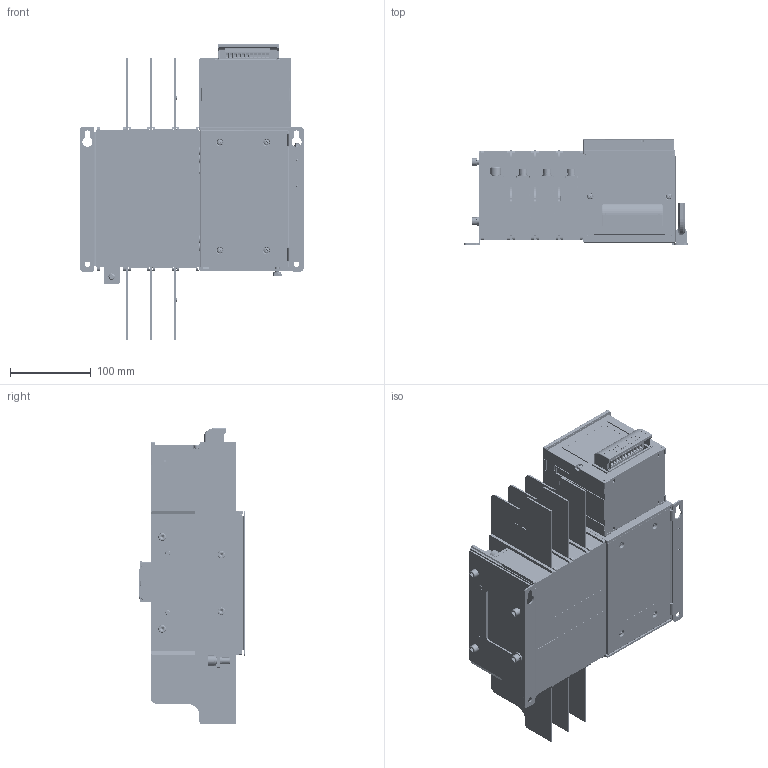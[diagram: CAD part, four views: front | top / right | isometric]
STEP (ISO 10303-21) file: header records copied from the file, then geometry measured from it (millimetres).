
FILE_DESCRIPTION((''),'2;1');
FILE_NAME('25970168P07','2024-04-03T',('youjie.zhu'),(''),'PRO/ENGINEER BY PARAMETRIC TECHNOLOGY CORPORATION, 2015440','PRO/ENGINEER BY PARAMETRIC TECHNOLOGY CORPORATION, 2015440','');
FILE_SCHEMA(('CONFIG_CONTROL_DESIGN'));
Products named in the file (1): 25970168P07
Bounding box: 277.42 x 131.98 x 367.3 mm (x, y, z)
Volume: 1558745.1 mm3; surface area: 893337.2 mm2
Topology: 4 solids, 4 shells, 7304 faces, 20501 edges, 13385 vertices
Faces by surface type: plane 5188, cylinder 1332, cone 270, extrusion 236, torus 215, sphere 37, bspline 20, revolution 6
Entity records: 250804 total; most frequent: CARTESIAN_POINT 61476, ORIENTED_EDGE 40848, DIRECTION 37068, EDGE_CURVE 20424, VECTOR 15478, LINE 15242, VERTEX_POINT 13385, AXIS2_PLACEMENT_3D 10792
